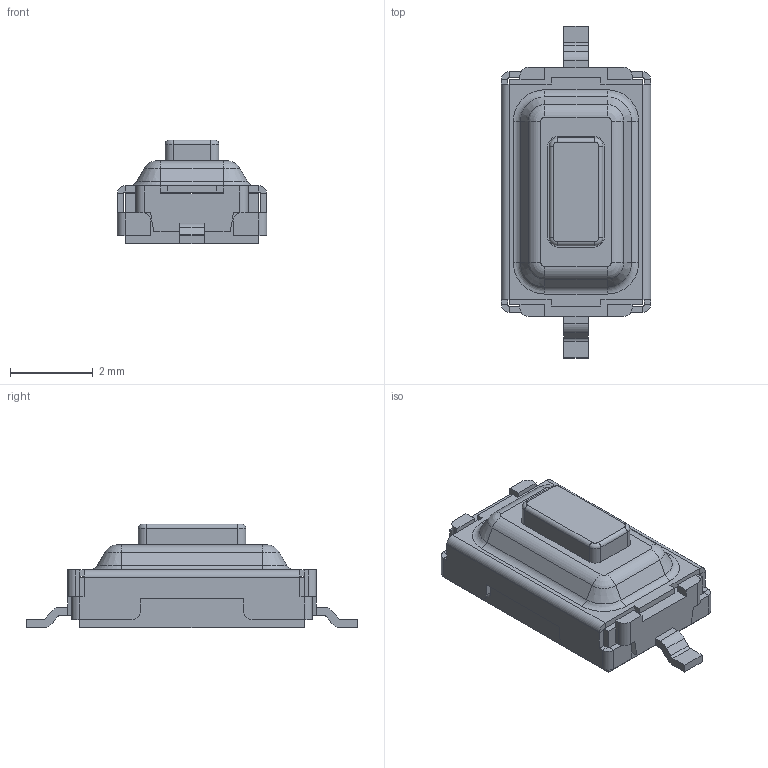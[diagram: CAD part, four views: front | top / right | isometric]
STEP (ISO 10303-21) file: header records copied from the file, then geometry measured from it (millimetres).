
FILE_DESCRIPTION(('STEP AP214'), '1');
FILE_NAME('tactile_switch_6x3.6', '2019-03-10T23:49:17', ('Nobody'), (''), 'ASCON STEP Converter 1.3', 'ASCON Math Kernel', '');
FILE_SCHEMA(('AUTOMOTIVE_DESIGN { 1 0 10303 214 3 1 1}'));
Length unit declared in the file: millimetre
Bounding box: 3.6 x 8 x 2.5 mm (x, y, z)
Volume: 30.4 mm3; surface area: 148.1 mm2
Topology: 5 solids, 5 shells, 241 faces, 600 edges, 374 vertices
Faces by surface type: plane 153, cylinder 60, torus 20, cone 8
Entity records: 9049 total; most frequent: DIRECTION 1240, CARTESIAN_POINT 1206, ORIENTED_EDGE 1184, EDGE_CURVE 592, LINE 444, VECTOR 444, AXIS2_PLACEMENT_3D 398, VERTEX_POINT 364
